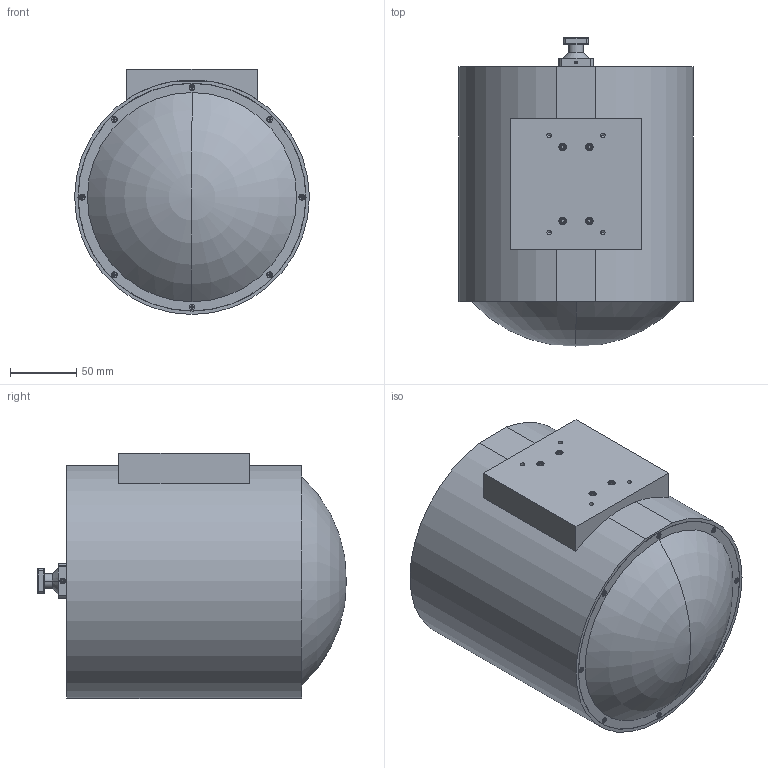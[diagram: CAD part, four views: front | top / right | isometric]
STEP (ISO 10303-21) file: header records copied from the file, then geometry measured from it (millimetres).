
FILE_DESCRIPTION (( 'STEP AP203' ), '1' );
FILE_NAME ('SAG-2533033005-315-S1.STEP', '2019-05-15T20:59:56', ( '' ), ( '' ), 'SwSTEP 2.0', 'SolidWorks 2016', '' );
FILE_SCHEMA (( 'CONFIG_CONTROL_DESIGN' ));
Length unit declared in the file: inch
Products named in the file (1): SAG-2533033005-315-S1
Bounding box: 177.8 x 233.72 x 185.58 mm (x, y, z)
Volume: 4902431.7 mm3; surface area: 194459.6 mm2
Topology: 38 solids, 38 shells, 1755 faces, 4430 edges, 2769 vertices
Faces by surface type: cylinder 844, plane 517, cone 376, bspline 16, torus 2
Entity records: 65374 total; most frequent: CARTESIAN_POINT 27171, ORIENTED_EDGE 8688, DIRECTION 7245, EDGE_CURVE 4344, VERTEX_POINT 2769, AXIS2_PLACEMENT_3D 2737, EDGE_LOOP 1875, LINE 1771
